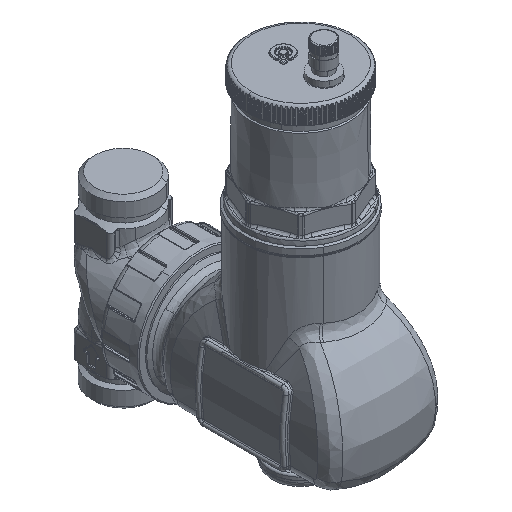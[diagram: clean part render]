
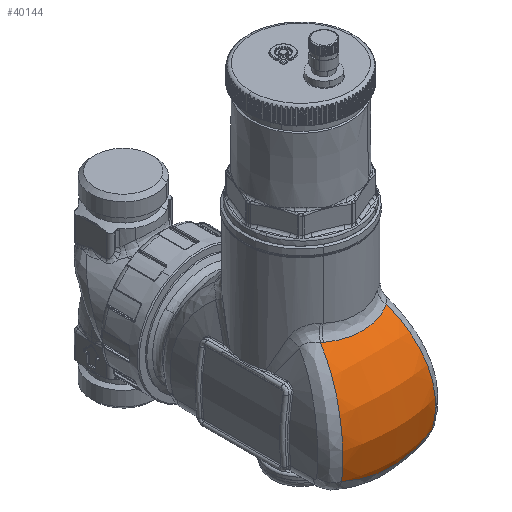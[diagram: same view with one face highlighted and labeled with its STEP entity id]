
A CAD part, isometric view. The second image highlights one B-rep face of the part: STEP entity #40144.
In plain terms, the highlighted face is a revolution surface.
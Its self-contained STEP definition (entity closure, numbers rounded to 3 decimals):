
#38584=CARTESIAN_POINT('Vertex',(-17.173,-27.261,39.323)) ;
#38639=CARTESIAN_POINT('Control Point',(-17.173,-27.261,39.323)) ;
#38640=CARTESIAN_POINT('Control Point',(-16.96,-27.382,39.295)) ;
#38641=CARTESIAN_POINT('Control Point',(-16.747,-27.501,39.267)) ;
#38642=CARTESIAN_POINT('Control Point',(-16.532,-27.619,39.239)) ;
#38643=CARTESIAN_POINT('Control Point',(-16.317,-27.734,39.212)) ;
#38644=CARTESIAN_POINT('Control Point',(-16.101,-27.847,39.184)) ;
#38645=CARTESIAN_POINT('Vertex',(-16.101,-27.847,39.184)) ;
#39414=CARTESIAN_POINT('Control Point',(-16.101,-27.847,39.184)) ;
#39415=CARTESIAN_POINT('Control Point',(-12.678,-29.64,38.755)) ;
#39416=CARTESIAN_POINT('Control Point',(-9.039,-30.932,38.411)) ;
#39417=CARTESIAN_POINT('Control Point',(-5.271,-31.711,38.192)) ;
#39418=CARTESIAN_POINT('Control Point',(1.666,-32.187,38.063)) ;
#39419=CARTESIAN_POINT('Control Point',(8.505,-30.959,38.399)) ;
#39420=CARTESIAN_POINT('Control Point',(11.518,-30.064,38.64)) ;
#39421=CARTESIAN_POINT('Control Point',(14.424,-28.829,38.956)) ;
#39422=CARTESIAN_POINT('Control Point',(17.173,-27.261,39.323)) ;
#39423=CARTESIAN_POINT('Vertex',(17.173,-27.261,39.323)) ;
#40080=CARTESIAN_POINT('Vertex',(-23.431,-44.612,-11.242)) ;
#40084=CARTESIAN_POINT('Control Point',(-23.431,-44.612,-11.242)) ;
#40085=CARTESIAN_POINT('Control Point',(-23.882,-45.645,-6.527)) ;
#40086=CARTESIAN_POINT('Control Point',(-24.106,-46.134,-1.677)) ;
#40087=CARTESIAN_POINT('Control Point',(-24.074,-46.063,3.212)) ;
#40088=CARTESIAN_POINT('Control Point',(-23.517,-44.842,12.599)) ;
#40089=CARTESIAN_POINT('Control Point',(-22.129,-41.579,21.411)) ;
#40090=CARTESIAN_POINT('Control Point',(-21.287,-39.528,25.478)) ;
#40091=CARTESIAN_POINT('Control Point',(-19.927,-35.988,30.857)) ;
#40092=CARTESIAN_POINT('Control Point',(-18.466,-31.589,35.56)) ;
#40093=CARTESIAN_POINT('Control Point',(-18.031,-30.217,36.884)) ;
#40094=CARTESIAN_POINT('Control Point',(-17.598,-28.774,38.141)) ;
#40095=CARTESIAN_POINT('Control Point',(-17.173,-27.261,39.323)) ;
#40105=CARTESIAN_POINT('Control Point',(-24.041,9.297,45.459)) ;
#40106=CARTESIAN_POINT('Control Point',(-12.306,10.,49.089)) ;
#40107=CARTESIAN_POINT('Control Point',(0.191,10.245,50.356)) ;
#40108=CARTESIAN_POINT('Control Point',(12.683,9.989,49.031)) ;
#40109=CARTESIAN_POINT('Control Point',(24.4,9.276,45.347)) ;
#40110=CARTESIAN_POINT('Axis1P Location',(0.,0.5,0.)) ;
#40115=CARTESIAN_POINT('Control Point',(23.431,-44.612,-11.242)) ;
#40116=CARTESIAN_POINT('Control Point',(12.198,-47.235,-14.948)) ;
#40117=CARTESIAN_POINT('Control Point',(0.,-48.008,-16.322)) ;
#40118=CARTESIAN_POINT('Control Point',(-12.198,-47.235,-14.948)) ;
#40119=CARTESIAN_POINT('Control Point',(-23.431,-44.612,-11.242)) ;
#40120=CARTESIAN_POINT('Vertex',(23.431,-44.612,-11.242)) ;
#40124=CARTESIAN_POINT('Control Point',(17.173,-27.261,39.323)) ;
#40125=CARTESIAN_POINT('Control Point',(18.277,-31.188,36.254)) ;
#40126=CARTESIAN_POINT('Control Point',(19.433,-34.646,32.689)) ;
#40127=CARTESIAN_POINT('Control Point',(20.537,-37.6,28.718)) ;
#40128=CARTESIAN_POINT('Control Point',(22.321,-42.078,20.789)) ;
#40129=CARTESIAN_POINT('Control Point',(23.46,-44.692,12.03)) ;
#40130=CARTESIAN_POINT('Control Point',(23.814,-45.484,7.902)) ;
#40131=CARTESIAN_POINT('Control Point',(24.07,-46.057,1.537)) ;
#40132=CARTESIAN_POINT('Control Point',(23.899,-45.673,-4.819)) ;
#40133=CARTESIAN_POINT('Control Point',(23.79,-45.43,-6.982)) ;
#40134=CARTESIAN_POINT('Control Point',(23.634,-45.076,-9.126)) ;
#40135=CARTESIAN_POINT('Control Point',(23.431,-44.612,-11.242)) ;
#40111=DIRECTION('Axis1P Direction',(1.,0.,-0.)) ;
#40138=ORIENTED_EDGE('',*,*,#39425,.F.) ;
#40139=ORIENTED_EDGE('',*,*,#38647,.F.) ;
#40140=ORIENTED_EDGE('',*,*,#40096,.F.) ;
#40141=ORIENTED_EDGE('',*,*,#40122,.F.) ;
#40142=ORIENTED_EDGE('',*,*,#40136,.F.) ;
#40144=ADVANCED_FACE('PartBody',(#40143),#40113,.T.) ;
#40112=AXIS1_PLACEMENT('Revolution Surface Axis1P',#40110,#40111) ;
#38638=B_SPLINE_CURVE_WITH_KNOTS('',5,(#38639,#38640,#38641,#38642,#38643,#38644),.UNSPECIFIED.,.F.,.U.,(6,6),(128.012,129.596),.UNSPECIFIED.) ;
#39413=B_SPLINE_CURVE_WITH_KNOTS('',5,(#39414,#39415,#39416,#39417,#39418,#39419,#39420,#39421,#39422),.UNSPECIFIED.,.F.,.U.,(6,3,6),(29.586,54.661,75.145),.UNSPECIFIED.) ;
#40083=B_SPLINE_CURVE_WITH_KNOTS('',5,(#40084,#40085,#40086,#40087,#40088,#40089,#40090,#40091,#40092,#40093,#40094,#40095),.UNSPECIFIED.,.F.,.U.,(6,3,3,6),(26.218,54.038,80.275,91.255),.UNSPECIFIED.) ;
#40104=B_SPLINE_CURVE_WITH_KNOTS('',4,(#40105,#40106,#40107,#40108,#40109),.UNSPECIFIED.,.F.,.U.,(5,5),(352.573,401.786),.UNSPECIFIED.) ;
#40114=B_SPLINE_CURVE_WITH_KNOTS('',4,(#40115,#40116,#40117,#40118,#40119),.UNSPECIFIED.,.F.,.U.,(5,5),(27.742,95.373),.UNSPECIFIED.) ;
#40123=B_SPLINE_CURVE_WITH_KNOTS('',5,(#40124,#40125,#40126,#40127,#40128,#40129,#40130,#40131,#40132,#40133,#40134,#40135),.UNSPECIFIED.,.F.,.U.,(6,3,3,6),(137.348,165.852,189.89,202.382),.UNSPECIFIED.) ;
#38647=EDGE_CURVE('',#38585,#38646,#38638,.T.) ;
#39425=EDGE_CURVE('',#38646,#39424,#39413,.T.) ;
#40096=EDGE_CURVE('',#40081,#38585,#40083,.T.) ;
#40122=EDGE_CURVE('',#40121,#40081,#40114,.T.) ;
#40136=EDGE_CURVE('',#39424,#40121,#40123,.T.) ;
#40137=EDGE_LOOP('',(#40138,#40139,#40140,#40141,#40142)) ;
#40143=FACE_OUTER_BOUND('',#40137,.T.) ;
#40113=SURFACE_OF_REVOLUTION('Surface of Revolution',#40104,#40112) ;
#38585=VERTEX_POINT('',#38584) ;
#38646=VERTEX_POINT('',#38645) ;
#39424=VERTEX_POINT('',#39423) ;
#40081=VERTEX_POINT('',#40080) ;
#40121=VERTEX_POINT('',#40120) ;
